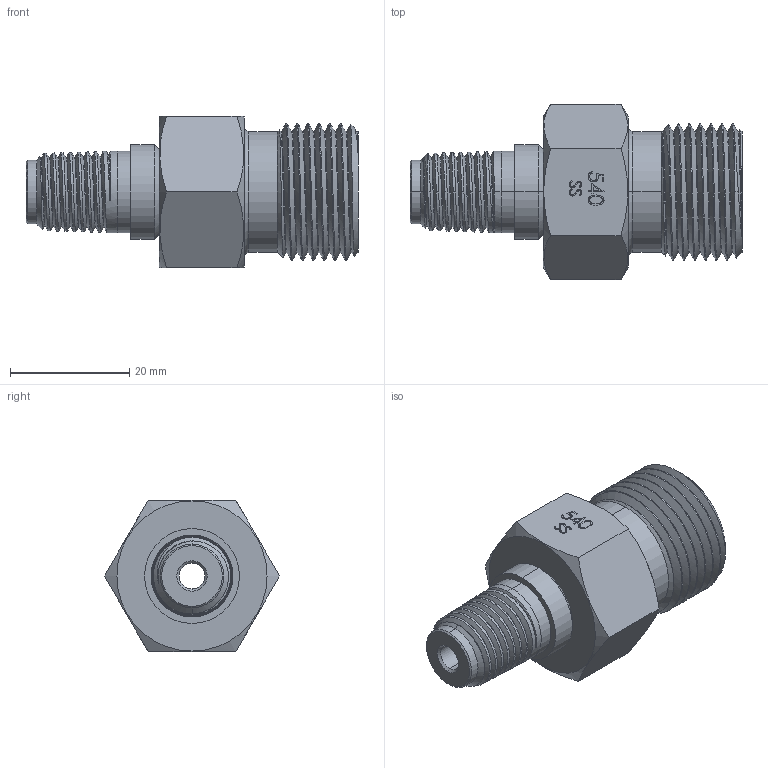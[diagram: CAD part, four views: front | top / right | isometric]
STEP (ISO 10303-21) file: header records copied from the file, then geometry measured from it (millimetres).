
FILE_DESCRIPTION (( 'STEP AP203' ), '1' );
FILE_NAME ('AD-540MSS-4MNPT.STEP', '2025-08-04T14:58:58', ( '' ), ( '' ), 'SwSTEP 2.0', 'SolidWorks 2018', '' );
FILE_SCHEMA (( 'CONFIG_CONTROL_DESIGN' ));
Length unit declared in the file: inch
Products named in the file (3): PRT-000394_AD-XXXSS-4MNPT; PRT-000882; AD-540MSS-4MNPT
Assembly tree (2 placements, depth 2):
  AD-540MSS-4MNPT
    PRT-000882
    PRT-000394_AD-XXXSS-4MNPT
Bounding box: 55.6 x 29.33 x 25.4 mm (x, y, z)
Volume: 14877.1 mm3; surface area: 7797.9 mm2
Topology: 2 solids, 2 shells, 192 faces, 562 edges, 388 vertices
Faces by surface type: plane 73, cone 57, cylinder 50, bspline 8, torus 4
Entity records: 15934 total; most frequent: CARTESIAN_POINT 10936, ORIENTED_EDGE 1124, DIRECTION 785, EDGE_CURVE 562, VERTEX_POINT 388, VECTOR 277, LINE 277, AXIS2_PLACEMENT_3D 254
